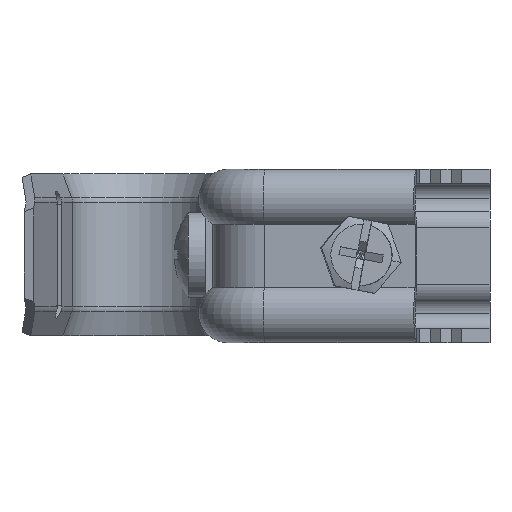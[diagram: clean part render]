
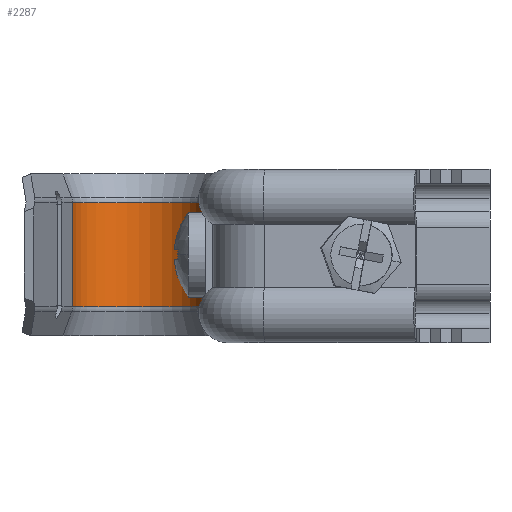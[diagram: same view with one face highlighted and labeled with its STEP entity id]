
A CAD part, front view. The second image highlights one B-rep face of the part: STEP entity #2287.
In plain terms, the highlighted cylindrical face has radius 9.5 mm (diameter 19 mm), a partial arc.
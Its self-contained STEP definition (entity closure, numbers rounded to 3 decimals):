
#453 = LINE ( 'NONE', #2848, #7596 ) ;
#713 = EDGE_CURVE ( 'NONE', #1336, #2184, #8279, .T. ) ;
#718 = EDGE_LOOP ( 'NONE', ( #9182, #8441, #8625, #4978 ) ) ;
#760 = EDGE_CURVE ( 'NONE', #1336, #6354, #6413, .T. ) ;
#1336 = VERTEX_POINT ( 'NONE', #6412 ) ;
#1401 = CARTESIAN_POINT ( 'NONE',  ( -10.85, -68.45, 0. ) ) ;
#1805 = DIRECTION ( 'NONE',  ( 0., 0., 1. ) ) ;
#1811 = CARTESIAN_POINT ( 'NONE',  ( -10.85, -68.45, 7.383 ) ) ;
#2050 = DIRECTION ( 'NONE',  ( 0., 0., 1. ) ) ;
#2184 = VERTEX_POINT ( 'NONE', #6005 ) ;
#2279 = DIRECTION ( 'NONE',  ( 0., 0., -1. ) ) ;
#2281 = VECTOR ( 'NONE', #1805, 1000. ) ;
#2287 = ADVANCED_FACE ( 'NONE', ( #3071 ), #9531, .F. ) ;
#2787 = CIRCLE ( 'NONE', #7285, 9.5 ) ;
#2848 = CARTESIAN_POINT ( 'NONE',  ( -20.182, -70.231, -7.743 ) ) ;
#3071 = FACE_OUTER_BOUND ( 'NONE', #718, .T. ) ;
#4035 = CARTESIAN_POINT ( 'NONE',  ( -20.182, -70.231, 7.383 ) ) ;
#4165 = CARTESIAN_POINT ( 'NONE',  ( -1.35, -68.45, -7.743 ) ) ;
#4328 = EDGE_CURVE ( 'NONE', #2184, #5396, #453, .T. ) ;
#4956 = DIRECTION ( 'NONE',  ( 0., 0., -1. ) ) ;
#4972 = EDGE_CURVE ( 'NONE', #5396, #6354, #2787, .T. ) ;
#4978 = ORIENTED_EDGE ( 'NONE', *, *, #4972, .T. ) ;
#5012 = DIRECTION ( 'NONE',  ( 1., 0., 0. ) ) ;
#5174 = DIRECTION ( 'NONE',  ( 0., 0., 1. ) ) ;
#5396 = VERTEX_POINT ( 'NONE', #4035 ) ;
#6005 = CARTESIAN_POINT ( 'NONE',  ( -20.182, -70.231, -7.383 ) ) ;
#6110 = AXIS2_PLACEMENT_3D ( 'NONE', #1401, #2279, #9479 ) ;
#6354 = VERTEX_POINT ( 'NONE', #9342 ) ;
#6412 = CARTESIAN_POINT ( 'NONE',  ( -1.35, -68.45, -7.383 ) ) ;
#6413 = LINE ( 'NONE', #4165, #2281 ) ;
#7284 = AXIS2_PLACEMENT_3D ( 'NONE', #8960, #4956, #8133 ) ;
#7285 = AXIS2_PLACEMENT_3D ( 'NONE', #1811, #5174, #5012 ) ;
#7596 = VECTOR ( 'NONE', #2050, 1000. ) ;
#8133 = DIRECTION ( 'NONE',  ( 1., 0., 0. ) ) ;
#8279 = CIRCLE ( 'NONE', #7284, 9.5 ) ;
#8441 = ORIENTED_EDGE ( 'NONE', *, *, #713, .T. ) ;
#8625 = ORIENTED_EDGE ( 'NONE', *, *, #4328, .T. ) ;
#8960 = CARTESIAN_POINT ( 'NONE',  ( -10.85, -68.45, -7.383 ) ) ;
#9182 = ORIENTED_EDGE ( 'NONE', *, *, #760, .F. ) ;
#9342 = CARTESIAN_POINT ( 'NONE',  ( -1.35, -68.45, 7.383 ) ) ;
#9479 = DIRECTION ( 'NONE',  ( -1., 0., 0. ) ) ;
#9531 = CYLINDRICAL_SURFACE ( 'NONE', #6110, 9.5 ) ;
